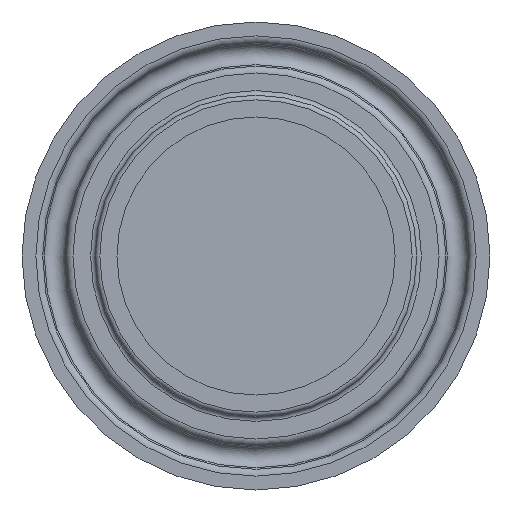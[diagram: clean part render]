
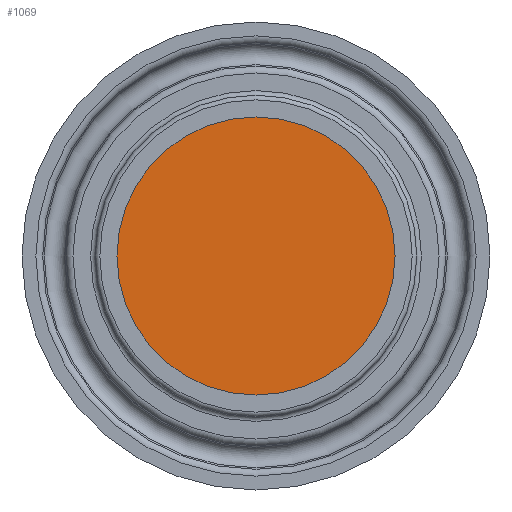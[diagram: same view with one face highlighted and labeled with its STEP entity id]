
A CAD part, front view. The second image highlights one B-rep face of the part: STEP entity #1069.
In plain terms, the highlighted planar face has unit normal (0, -1, 0).
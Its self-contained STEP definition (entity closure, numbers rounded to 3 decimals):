
#173=FACE_OUTER_BOUND('',#247,.T.);
#247=EDGE_LOOP('',(#690));
#336=CIRCLE('',#1167,15.);
#436=VERTEX_POINT('',#1731);
#535=EDGE_CURVE('',#436,#436,#336,.T.);
#690=ORIENTED_EDGE('',*,*,#535,.T.);
#966=PLANE('',#1169);
#1069=ADVANCED_FACE('',(#173),#966,.T.);
#1167=AXIS2_PLACEMENT_3D('',#1732,#1353,#1354);
#1169=AXIS2_PLACEMENT_3D('',#1736,#1358,#1359);
#1353=DIRECTION('center_axis',(0.,-1.,0.));
#1354=DIRECTION('ref_axis',(1.,0.,0.));
#1358=DIRECTION('center_axis',(0.,-1.,0.));
#1359=DIRECTION('ref_axis',(0.,0.,-1.));
#1731=CARTESIAN_POINT('',(-33.164,-5.172,23.728));
#1732=CARTESIAN_POINT('Origin',(-18.164,-5.172,23.728));
#1736=CARTESIAN_POINT('Origin',(-10.664,-5.172,23.728));
